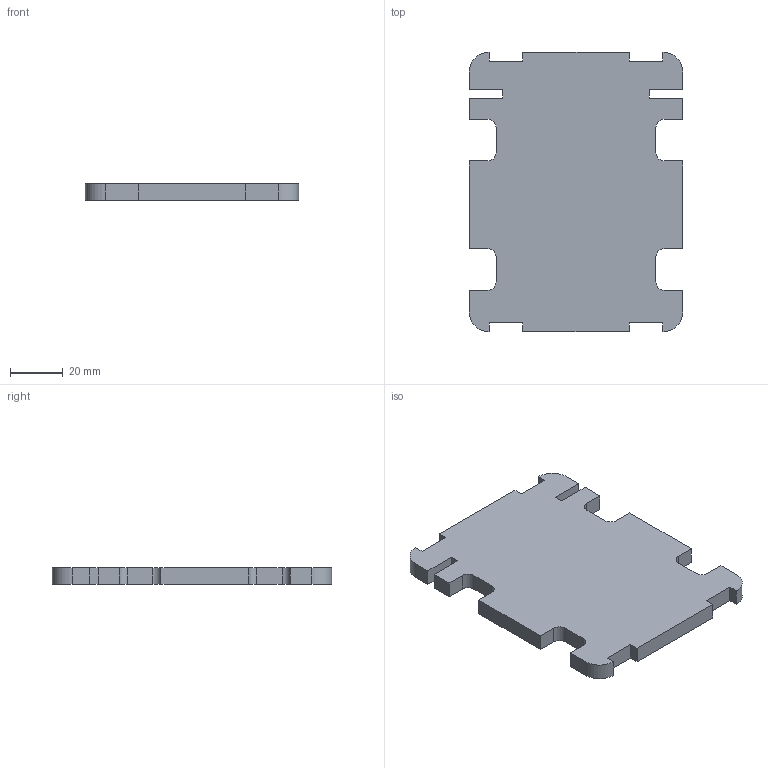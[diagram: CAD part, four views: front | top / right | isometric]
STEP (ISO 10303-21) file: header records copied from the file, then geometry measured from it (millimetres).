
FILE_DESCRIPTION (( 'STEP AP214' ), '1' );
FILE_NAME ('FuselageStructureBulkhead3.STEP', '2014-11-24T23:25:11', ( '' ), ( '' ), 'SwSTEP 2.0', 'SolidWorks 2014', '' );
FILE_SCHEMA (( 'AUTOMOTIVE_DESIGN' ));
Length unit declared in the file: inch
Products named in the file (1): FuselageStructureBulkhead3
Bounding box: 81.03 x 106.16 x 6.35 mm (x, y, z)
Volume: 48678.7 mm3; surface area: 18569.5 mm2
Topology: 1 solids, 1 shells, 54 faces, 156 edges, 104 vertices
Faces by surface type: plane 42, cylinder 12
Entity records: 1830 total; most frequent: CARTESIAN_POINT 315, ORIENTED_EDGE 312, DIRECTION 290, EDGE_CURVE 156, LINE 132, VECTOR 132, VERTEX_POINT 104, AXIS2_PLACEMENT_3D 79
